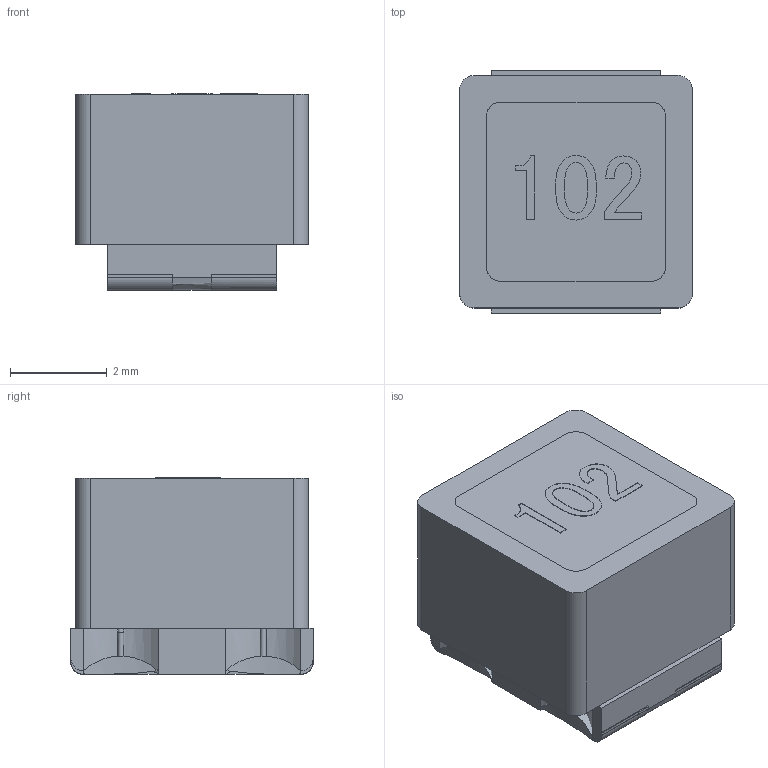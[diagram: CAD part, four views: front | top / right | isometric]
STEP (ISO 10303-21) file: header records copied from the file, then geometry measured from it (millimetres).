
FILE_DESCRIPTION( ('This file contains a STEP AP42 implementation' ,'as created by ZW3D STEP Interface translator.') ,'2;1' );
FILE_NAME( 'SF0504.stp' ,'1812 6.131718', (''), ('ZWCAD Software Co.'), 'Version 1.0', 'ZW3D to STEP translator', '' );
FILE_SCHEMA( ('CONFIG_CONTROL_DESIGN') );
Length unit declared in the file: millimetre
Products named in the file (1): 0
Bounding box: 4.8 x 5.01 x 4.06 mm (x, y, z)
Volume: 85.8 mm3; surface area: 414.9 mm2
Topology: 10 solids, 208 shells, 463 faces, 1496 edges, 1059 vertices
Faces by surface type: bspline 463
Entity records: 69051 total; most frequent: CARTESIAN_POINT 61535, ORIENTED_EDGE 2393, EDGE_CURVE 1496, VERTEX_POINT 1059, B_SPLINE_CURVE_WITH_KNOTS 621, EDGE_LOOP 469, FACE_OUTER_BOUND 463, ADVANCED_FACE 463
